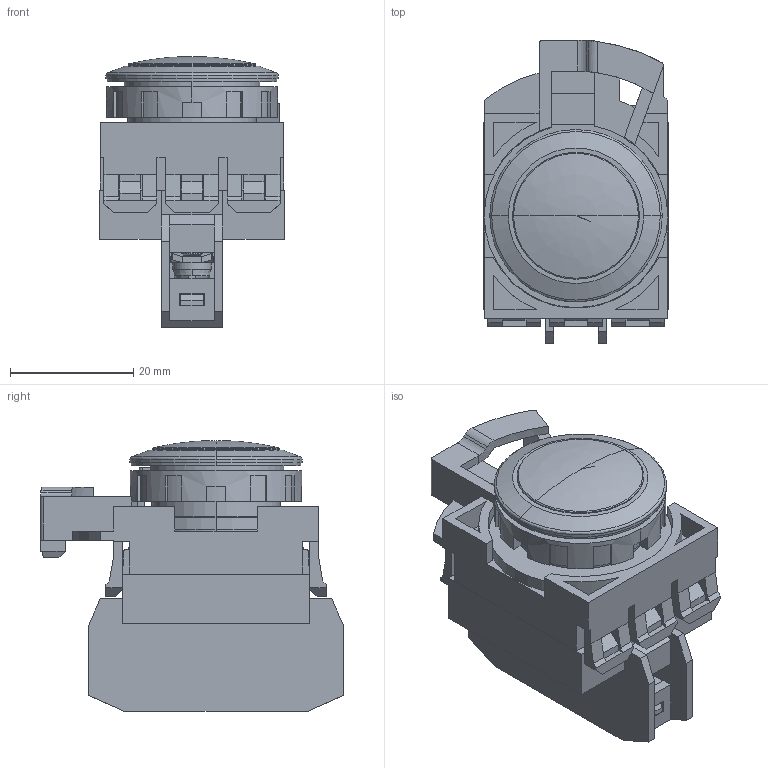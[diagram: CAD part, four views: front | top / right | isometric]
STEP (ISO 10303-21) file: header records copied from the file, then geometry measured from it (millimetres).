
FILE_DESCRIPTION (( 'STEP AP214' ), '1' );
FILE_NAME ('10_CW[1][4]P-2EQ#$.STEP', '2020-09-23T01:46:05', ( 'IDEC' ), ( 'IDEC' ), 'SwSTEP 2.0', 'SolidWorks 2019', '' );
FILE_SCHEMA (( 'AUTOMOTIVE_DESIGN' ));
Length unit declared in the file: millimetre
Products named in the file (7): CW-PB-BODY; CW-ROUND-EXTEND-LENS-P; CW-CN; CW-CB-DUMMY-BLOCK; CW-EAQ#; CW-LOCK-NUT; 10_CW[1][4]P-2EQ#$
Assembly tree (7 placements, depth 2):
  10_CW[1][4]P-2EQ#$
    CW-PB-BODY
    CW-ROUND-EXTEND-LENS-P
    CW-CN
    CW-CB-DUMMY-BLOCK  x2
    CW-EAQ#
    CW-LOCK-NUT
Bounding box: 30 x 49.2 x 44 mm (x, y, z)
Volume: 27227.1 mm3; surface area: 18982.9 mm2
Topology: 7 solids, 7 shells, 650 faces, 1771 edges, 1141 vertices
Faces by surface type: plane 476, cylinder 144, bspline 16, cone 14
Entity records: 19359 total; most frequent: CARTESIAN_POINT 3839, ORIENTED_EDGE 3254, DIRECTION 3049, EDGE_CURVE 1627, VECTOR 1251, LINE 1251, VERTEX_POINT 1049, AXIS2_PLACEMENT_3D 899
